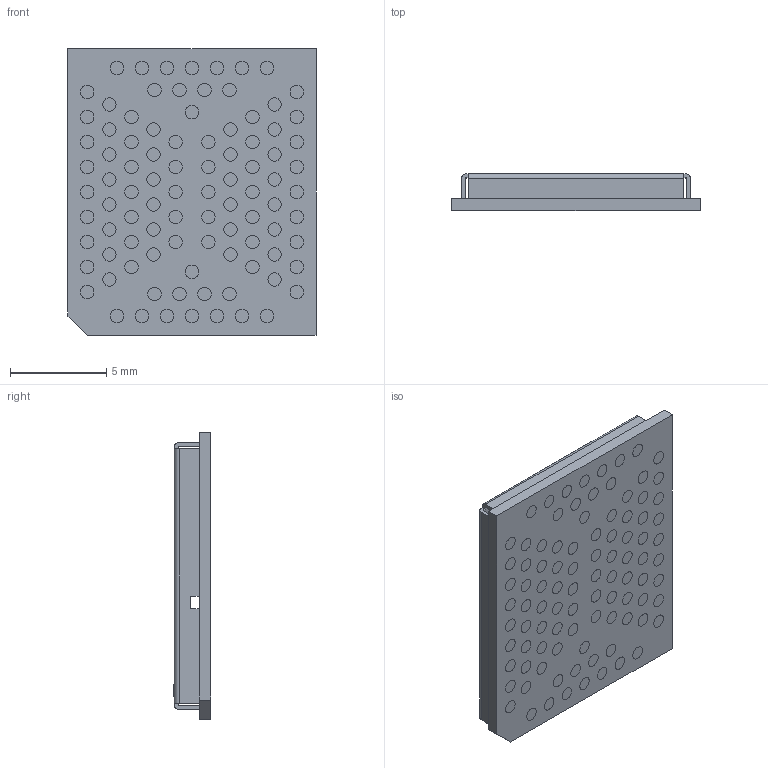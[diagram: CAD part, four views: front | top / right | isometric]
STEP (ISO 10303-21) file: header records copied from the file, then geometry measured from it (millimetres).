
FILE_DESCRIPTION (( 'STEP AP214' ), '1' );
FILE_NAME ('BG77.STEP', '2021-01-16T23:17:09', ( '' ), ( '' ), 'SwSTEP 2.0', 'SolidWorks 2017', '' );
FILE_SCHEMA (( 'AUTOMOTIVE_DESIGN' ));
Length unit declared in the file: millimetre
Products named in the file (1): BG77
Bounding box: 12.9 x 1.95 x 14.9 mm (x, y, z)
Volume: 158 mm3; surface area: 973.1 mm2
Topology: 97 solids, 97 shells, 710 faces, 1263 edges, 842 vertices
Faces by surface type: cylinder 388, plane 322
Entity records: 18461 total; most frequent: DIRECTION 3461, CARTESIAN_POINT 2816, ORIENTED_EDGE 2526, AXIS2_PLACEMENT_3D 1487, EDGE_CURVE 1263, VERTEX_POINT 842, EDGE_LOOP 805, CIRCLE 776
